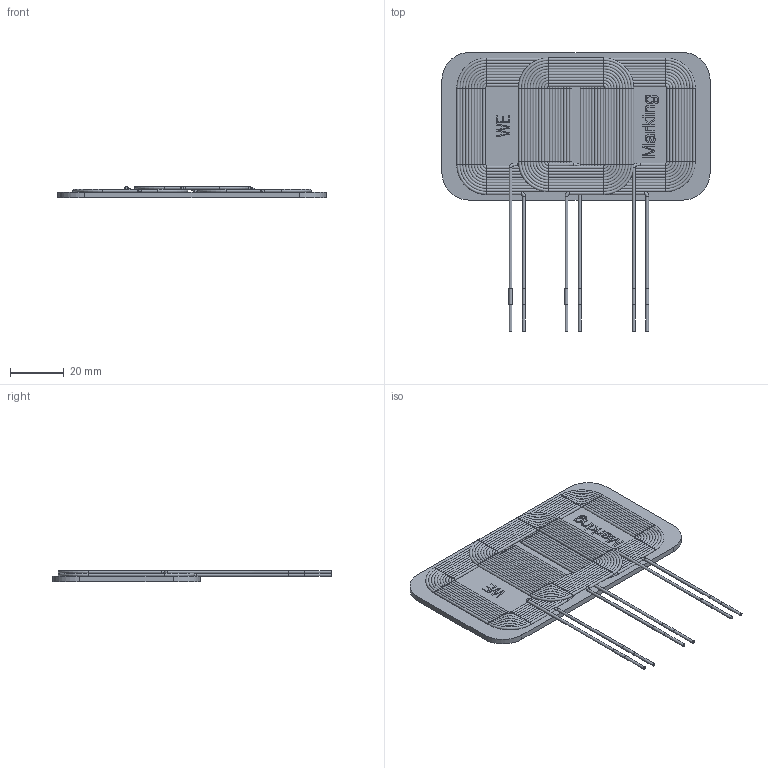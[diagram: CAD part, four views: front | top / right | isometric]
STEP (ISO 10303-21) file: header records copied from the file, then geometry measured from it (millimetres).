
FILE_DESCRIPTION(/* description */ ('Unknown'),/* implementation_level */ '2;1');
FILE_NAME(/* name */ 'L_Wurth_WE-WPCC-ARRAY_760308103147',/* time_stamp */ '2025-04-21T17:24:43+08:00',/* author */ ('Unknown'),/* organization */ ('Unknown'),/* preprocessor_version */ 'ST-DEVELOPER v19.4',/* originating_system */ 'Solid Edge',/* authorisation */ 'Unknown');
FILE_SCHEMA (('AUTOMOTIVE_DESIGN {1 0 10303 214 3 1 1}'));
Length unit declared in the file: millimetre
Products named in the file (2): L_Wurth_WE-WPCC-ARRAY_760308103147
Assembly tree (1 placements, depth 2):
  L_Wurth_WE-WPCC-ARRAY_760308103147
    L_Wurth_WE-WPCC-ARRAY_760308103147
Bounding box: 100 x 104 x 4.18 mm (x, y, z)
Volume: 14696.8 mm3; surface area: 26005.6 mm2
Topology: 4 solids, 4 shells, 397 faces, 851 edges, 486 vertices
Faces by surface type: cylinder 145, torus 123, plane 110, bspline 19
Full cylindrical faces by diameter (mm): 1.06 x135, 1.16 x6
Entity records: 12997 total; most frequent: CARTESIAN_POINT 3012, DIRECTION 1433, ORIENTED_EDGE 1156, EDGE_LOOP 685, FACE_BOUND 685, AXIS2_PLACEMENT_3D 664, EDGE_CURVE 578, VERTEX_POINT 477
